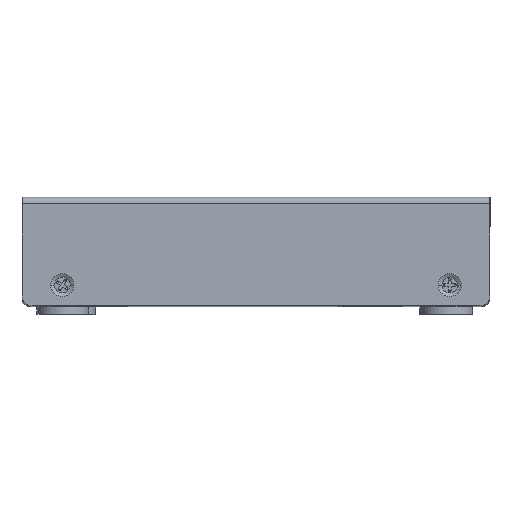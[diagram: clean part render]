
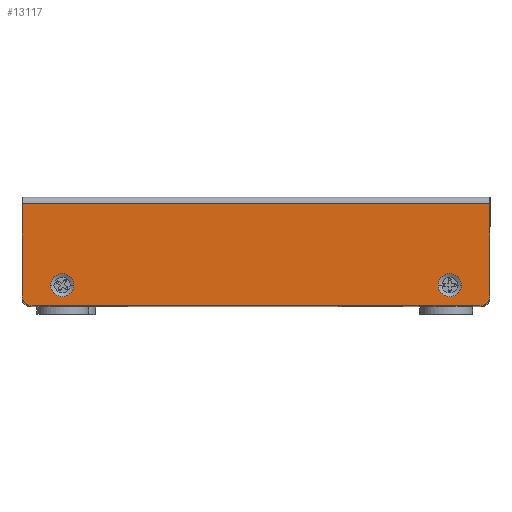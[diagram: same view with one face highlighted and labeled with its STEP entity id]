
A CAD part, top view. The second image highlights one B-rep face of the part: STEP entity #13117.
In plain terms, the highlighted planar face has unit normal (0, 0, 1).
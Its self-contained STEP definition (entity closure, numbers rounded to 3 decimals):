
#128 = FACE_BOUND ( 'NONE', #13474, .T. ) ;
#295 = ORIENTED_EDGE ( 'NONE', *, *, #9423, .T. ) ;
#446 = LINE ( 'NONE', #14000, #6496 ) ;
#726 = CARTESIAN_POINT ( 'NONE',  ( 44.99, -1.259, 30.995 ) ) ;
#1211 = VERTEX_POINT ( 'NONE', #8349 ) ;
#1229 = VERTEX_POINT ( 'NONE', #8836 ) ;
#1314 = VERTEX_POINT ( 'NONE', #9822 ) ;
#1329 = VERTEX_POINT ( 'NONE', #10230 ) ;
#1532 = CARTESIAN_POINT ( 'NONE',  ( 44.99, -18.92, 30.995 ) ) ;
#1681 = ORIENTED_EDGE ( 'NONE', *, *, #9288, .T. ) ;
#2310 = CIRCLE ( 'NONE', #4197, 2.2 ) ;
#2332 = PLANE ( 'NONE',  #13543 ) ;
#3073 = CARTESIAN_POINT ( 'NONE',  ( 37.25, -16.92, 30.995 ) ) ;
#3136 = CIRCLE ( 'NONE', #3998, 2. ) ;
#3412 = DIRECTION ( 'NONE',  ( 0., 1., 0. ) ) ;
#3419 = EDGE_LOOP ( 'NONE', ( #3812, #7689 ) ) ;
#3812 = ORIENTED_EDGE ( 'NONE', *, *, #9362, .F. ) ;
#3987 = LINE ( 'NONE', #7970, #9331 ) ;
#3998 = AXIS2_PLACEMENT_3D ( 'NONE', #11539, #11516, #11454 ) ;
#4041 = AXIS2_PLACEMENT_3D ( 'NONE', #12534, #12402, #12354 ) ;
#4152 = AXIS2_PLACEMENT_3D ( 'NONE', #13954, #13889, #13870 ) ;
#4197 = AXIS2_PLACEMENT_3D ( 'NONE', #14296, #14265, #14248 ) ;
#4321 = CIRCLE ( 'NONE', #4603, 2.2 ) ;
#4472 = VECTOR ( 'NONE', #13778, 1000. ) ;
#4493 = CARTESIAN_POINT ( 'NONE',  ( 0., -1.259, 30.995 ) ) ;
#4603 = AXIS2_PLACEMENT_3D ( 'NONE', #3073, #14229, #6309 ) ;
#4626 = AXIS2_PLACEMENT_3D ( 'NONE', #10406, #10309, #10258 ) ;
#5842 = FACE_BOUND ( 'NONE', #3419, .T. ) ;
#6115 = VERTEX_POINT ( 'NONE', #9866 ) ;
#6309 = DIRECTION ( 'NONE',  ( 1., 0., 0. ) ) ;
#6426 = EDGE_LOOP ( 'NONE', ( #10746, #6492, #1681, #10089, #12405, #295 ) ) ;
#6492 = ORIENTED_EDGE ( 'NONE', *, *, #9407, .T. ) ;
#6496 = VECTOR ( 'NONE', #12320, 1000. ) ;
#6587 = CARTESIAN_POINT ( 'NONE',  ( 0., 0., 30.995 ) ) ;
#6915 = DIRECTION ( 'NONE',  ( 0., -1., 0. ) ) ;
#7311 = LINE ( 'NONE', #14343, #4472 ) ;
#7475 = LINE ( 'NONE', #4493, #13197 ) ;
#7583 = CARTESIAN_POINT ( 'NONE',  ( -44.99, -18.92, 30.995 ) ) ;
#7689 = ORIENTED_EDGE ( 'NONE', *, *, #8702, .F. ) ;
#7815 = CIRCLE ( 'NONE', #4626, 2.2 ) ;
#7970 = CARTESIAN_POINT ( 'NONE',  ( -44.99, -20.92, 30.995 ) ) ;
#8215 = VERTEX_POINT ( 'NONE', #10967 ) ;
#8226 = VERTEX_POINT ( 'NONE', #7583 ) ;
#8349 = CARTESIAN_POINT ( 'NONE',  ( -42.99, -20.92, 30.995 ) ) ;
#8421 = VERTEX_POINT ( 'NONE', #1532 ) ;
#8634 = EDGE_CURVE ( 'NONE', #8638, #1329, #7815, .T. ) ;
#8638 = VERTEX_POINT ( 'NONE', #10206 ) ;
#8702 = EDGE_CURVE ( 'NONE', #8215, #1229, #4321, .T. ) ;
#8836 = CARTESIAN_POINT ( 'NONE',  ( 39.45, -16.92, 30.995 ) ) ;
#9146 = EDGE_CURVE ( 'NONE', #1314, #13847, #7475, .T. ) ;
#9227 = EDGE_CURVE ( 'NONE', #1314, #8226, #3987, .T. ) ;
#9288 = EDGE_CURVE ( 'NONE', #8421, #13847, #446, .T. ) ;
#9331 = VECTOR ( 'NONE', #6915, 1000. ) ;
#9354 = EDGE_CURVE ( 'NONE', #1329, #8638, #2310, .T. ) ;
#9362 = EDGE_CURVE ( 'NONE', #1229, #8215, #10202, .T. ) ;
#9382 = EDGE_CURVE ( 'NONE', #1211, #6115, #7311, .T. ) ;
#9407 = EDGE_CURVE ( 'NONE', #6115, #8421, #11834, .T. ) ;
#9423 = EDGE_CURVE ( 'NONE', #8226, #1211, #3136, .T. ) ;
#9807 = DIRECTION ( 'NONE',  ( 0., 0., -1. ) ) ;
#9822 = CARTESIAN_POINT ( 'NONE',  ( -44.99, -1.259, 30.995 ) ) ;
#9866 = CARTESIAN_POINT ( 'NONE',  ( 42.99, -20.92, 30.995 ) ) ;
#10089 = ORIENTED_EDGE ( 'NONE', *, *, #9146, .F. ) ;
#10202 = CIRCLE ( 'NONE', #4152, 2.2 ) ;
#10206 = CARTESIAN_POINT ( 'NONE',  ( -39.45, -16.92, 30.995 ) ) ;
#10230 = CARTESIAN_POINT ( 'NONE',  ( -35.05, -16.92, 30.995 ) ) ;
#10258 = DIRECTION ( 'NONE',  ( 1., 0., 0. ) ) ;
#10309 = DIRECTION ( 'NONE',  ( 0., 0., 1. ) ) ;
#10406 = CARTESIAN_POINT ( 'NONE',  ( -37.25, -16.92, 30.995 ) ) ;
#10746 = ORIENTED_EDGE ( 'NONE', *, *, #9382, .T. ) ;
#10967 = CARTESIAN_POINT ( 'NONE',  ( 35.05, -16.92, 30.995 ) ) ;
#11454 = DIRECTION ( 'NONE',  ( 0., 1., 0. ) ) ;
#11516 = DIRECTION ( 'NONE',  ( 0., 0., 1. ) ) ;
#11539 = CARTESIAN_POINT ( 'NONE',  ( -42.99, -18.92, 30.995 ) ) ;
#11663 = FACE_OUTER_BOUND ( 'NONE', #6426, .T. ) ;
#11834 = CIRCLE ( 'NONE', #4041, 2. ) ;
#12320 = DIRECTION ( 'NONE',  ( 0., 1., 0. ) ) ;
#12354 = DIRECTION ( 'NONE',  ( 0., 1., 0. ) ) ;
#12402 = DIRECTION ( 'NONE',  ( 0., 0., 1. ) ) ;
#12405 = ORIENTED_EDGE ( 'NONE', *, *, #9227, .T. ) ;
#12534 = CARTESIAN_POINT ( 'NONE',  ( 42.99, -18.92, 30.995 ) ) ;
#13117 = ADVANCED_FACE ( 'NONE', ( #128, #5842, #11663 ), #2332, .F. ) ;
#13197 = VECTOR ( 'NONE', #13659, 1000. ) ;
#13438 = ORIENTED_EDGE ( 'NONE', *, *, #8634, .F. ) ;
#13474 = EDGE_LOOP ( 'NONE', ( #13541, #13438 ) ) ;
#13541 = ORIENTED_EDGE ( 'NONE', *, *, #9354, .F. ) ;
#13543 = AXIS2_PLACEMENT_3D ( 'NONE', #6587, #9807, #3412 ) ;
#13659 = DIRECTION ( 'NONE',  ( 1., 0., 0. ) ) ;
#13778 = DIRECTION ( 'NONE',  ( 1., 0., 0. ) ) ;
#13847 = VERTEX_POINT ( 'NONE', #726 ) ;
#13870 = DIRECTION ( 'NONE',  ( 1., 0., 0. ) ) ;
#13889 = DIRECTION ( 'NONE',  ( 0., 0., 1. ) ) ;
#13954 = CARTESIAN_POINT ( 'NONE',  ( 37.25, -16.92, 30.995 ) ) ;
#14000 = CARTESIAN_POINT ( 'NONE',  ( 44.99, -0.5, 30.995 ) ) ;
#14229 = DIRECTION ( 'NONE',  ( 0., 0., 1. ) ) ;
#14248 = DIRECTION ( 'NONE',  ( 1., 0., 0. ) ) ;
#14265 = DIRECTION ( 'NONE',  ( 0., 0., 1. ) ) ;
#14296 = CARTESIAN_POINT ( 'NONE',  ( -37.25, -16.92, 30.995 ) ) ;
#14343 = CARTESIAN_POINT ( 'NONE',  ( 44.99, -20.92, 30.995 ) ) ;
